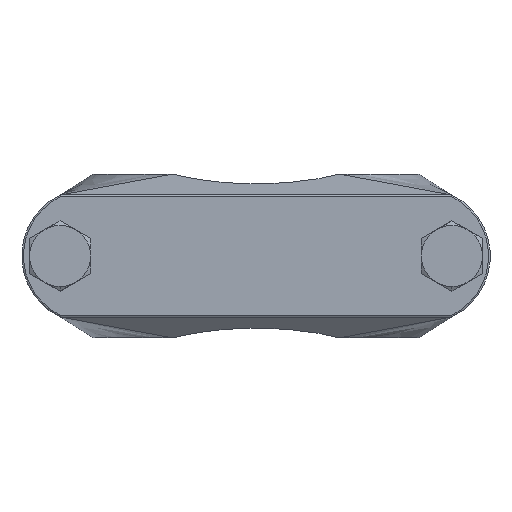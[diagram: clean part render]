
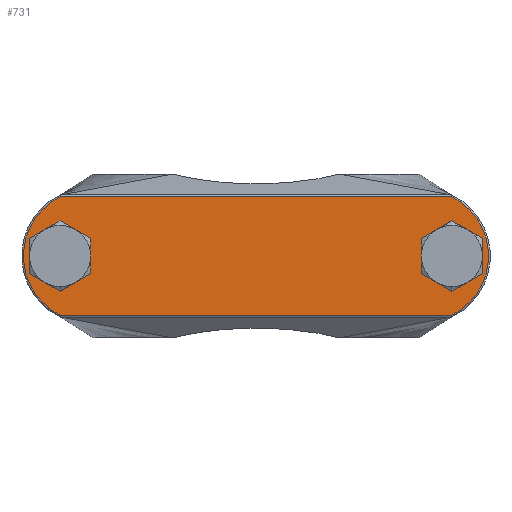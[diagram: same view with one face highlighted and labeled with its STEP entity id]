
A CAD part, front view. The second image highlights one B-rep face of the part: STEP entity #731.
In plain terms, the highlighted planar face has unit normal (0, -1, 0).
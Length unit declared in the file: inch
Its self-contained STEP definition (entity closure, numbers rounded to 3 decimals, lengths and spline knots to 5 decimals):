
#28 = CARTESIAN_POINT ( 'NONE',  ( -1.62375, -0.799, 0.1263 ) ) ;
#30 = DIRECTION ( 'NONE',  ( 0.866, 0., -0.5 ) ) ;
#35 = CARTESIAN_POINT ( 'NONE',  ( 1.62375, -0.799, -0.1263 ) ) ;
#51 = VERTEX_POINT ( 'NONE', #270 ) ;
#62 = VERTEX_POINT ( 'NONE', #1814 ) ;
#91 = LINE ( 'NONE', #2132, #2081 ) ;
#98 = CARTESIAN_POINT ( 'NONE',  ( 1.405, -0.799, -0.4255 ) ) ;
#135 = VERTEX_POINT ( 'NONE', #1879 ) ;
#158 = DIRECTION ( 'NONE',  ( 0.866, 0., 0.5 ) ) ;
#164 = CARTESIAN_POINT ( 'NONE',  ( 1.40225, -0.799, -0.4255 ) ) ;
#201 = VECTOR ( 'NONE', #1629, 39.37008 ) ;
#209 = DIRECTION ( 'NONE',  ( 0., 0., 1. ) ) ;
#211 = VECTOR ( 'NONE', #799, 39.37008 ) ;
#223 = DIRECTION ( 'NONE',  ( -0.866, 0., 0.5 ) ) ;
#232 = DIRECTION ( 'NONE',  ( 0., 0., -1. ) ) ;
#242 = DIRECTION ( 'NONE',  ( 0., -1., 0. ) ) ;
#263 = ORIENTED_EDGE ( 'NONE', *, *, #2246, .F. ) ;
#270 = CARTESIAN_POINT ( 'NONE',  ( 1.40225, -0.799, 0.4255 ) ) ;
#275 = DIRECTION ( 'NONE',  ( -0.866, 0., 0.5 ) ) ;
#314 = FACE_BOUND ( 'NONE', #2471, .T. ) ;
#322 = CARTESIAN_POINT ( 'NONE',  ( -1.18625, -0.799, -0.1263 ) ) ;
#329 = VERTEX_POINT ( 'NONE', #2150 ) ;
#335 = VECTOR ( 'NONE', #591, 39.37008 ) ;
#338 = DIRECTION ( 'NONE',  ( 0., 0., -1. ) ) ;
#368 = VERTEX_POINT ( 'NONE', #164 ) ;
#377 = LINE ( 'NONE', #2145, #2395 ) ;
#379 = VECTOR ( 'NONE', #223, 39.37008 ) ;
#404 = DIRECTION ( 'NONE',  ( 0., 0., -1. ) ) ;
#412 = VERTEX_POINT ( 'NONE', #1687 ) ;
#452 = VECTOR ( 'NONE', #1064, 39.37008 ) ;
#487 = EDGE_CURVE ( 'NONE', #1923, #1029, #2521, .T. ) ;
#492 = CIRCLE ( 'NONE', #922, 0.47351 ) ;
#529 = CARTESIAN_POINT ( 'NONE',  ( 1.405, -0.799, -0.25259 ) ) ;
#542 = VERTEX_POINT ( 'NONE', #1334 ) ;
#571 = CARTESIAN_POINT ( 'NONE',  ( -1.40225, -0.799, -0.4255 ) ) ;
#580 = LINE ( 'NONE', #1366, #379 ) ;
#591 = DIRECTION ( 'NONE',  ( -0.866, 0., -0.5 ) ) ;
#592 = DIRECTION ( 'NONE',  ( 0., 0., 1. ) ) ;
#602 = ORIENTED_EDGE ( 'NONE', *, *, #999, .T. ) ;
#629 = VERTEX_POINT ( 'NONE', #802 ) ;
#633 = VECTOR ( 'NONE', #1360, 39.37008 ) ;
#644 = EDGE_CURVE ( 'NONE', #412, #1923, #1738, .T. ) ;
#655 = ORIENTED_EDGE ( 'NONE', *, *, #1535, .F. ) ;
#665 = VERTEX_POINT ( 'NONE', #2176 ) ;
#668 = EDGE_CURVE ( 'NONE', #1029, #62, #580, .T. ) ;
#697 = EDGE_CURVE ( 'NONE', #329, #2006, #2077, .T. ) ;
#698 = VECTOR ( 'NONE', #209, 39.37008 ) ;
#730 = CARTESIAN_POINT ( 'NONE',  ( -1.62375, -0.799, -0.1263 ) ) ;
#731 = ADVANCED_FACE ( 'NONE', ( #811, #314, #1278 ), #1379, .T. ) ;
#795 = EDGE_CURVE ( 'NONE', #2429, #368, #2267, .T. ) ;
#799 = DIRECTION ( 'NONE',  ( 0.866, 0., -0.5 ) ) ;
#802 = CARTESIAN_POINT ( 'NONE',  ( 1.405, -0.799, -0.25259 ) ) ;
#811 = FACE_OUTER_BOUND ( 'NONE', #1640, .T. ) ;
#859 = ORIENTED_EDGE ( 'NONE', *, *, #487, .F. ) ;
#898 = CARTESIAN_POINT ( 'NONE',  ( -1.18625, -0.799, 0.1263 ) ) ;
#922 = AXIS2_PLACEMENT_3D ( 'NONE', #1533, #1958, #404 ) ;
#990 = LINE ( 'NONE', #1634, #452 ) ;
#998 = EDGE_LOOP ( 'NONE', ( #263, #1604, #2382, #1992, #1078, #1251 ) ) ;
#999 = EDGE_CURVE ( 'NONE', #1974, #2429, #1642, .T. ) ;
#1000 = LINE ( 'NONE', #1160, #211 ) ;
#1029 = VERTEX_POINT ( 'NONE', #898 ) ;
#1050 = ORIENTED_EDGE ( 'NONE', *, *, #644, .F. ) ;
#1064 = DIRECTION ( 'NONE',  ( -0.866, 0., -0.5 ) ) ;
#1078 = ORIENTED_EDGE ( 'NONE', *, *, #2403, .F. ) ;
#1160 = CARTESIAN_POINT ( 'NONE',  ( -1.62375, -0.799, -0.1263 ) ) ;
#1194 = AXIS2_PLACEMENT_3D ( 'NONE', #1762, #242, #232 ) ;
#1234 = ORIENTED_EDGE ( 'NONE', *, *, #2249, .F. ) ;
#1251 = ORIENTED_EDGE ( 'NONE', *, *, #1967, .F. ) ;
#1278 = FACE_BOUND ( 'NONE', #998, .T. ) ;
#1334 = CARTESIAN_POINT ( 'NONE',  ( 1.405, -0.799, 0.25259 ) ) ;
#1360 = DIRECTION ( 'NONE',  ( 0., 0., -1. ) ) ;
#1366 = CARTESIAN_POINT ( 'NONE',  ( -1.18625, -0.799, 0.1263 ) ) ;
#1379 = PLANE ( 'NONE',  #1194 ) ;
#1384 = CARTESIAN_POINT ( 'NONE',  ( -1.405, -0.799, -0.25259 ) ) ;
#1485 = CARTESIAN_POINT ( 'NONE',  ( 1.18625, -0.799, 0.1263 ) ) ;
#1493 = CARTESIAN_POINT ( 'NONE',  ( -1.19449, -0.799, 0. ) ) ;
#1495 = CARTESIAN_POINT ( 'NONE',  ( 1.62375, -0.799, 0.1263 ) ) ;
#1533 = CARTESIAN_POINT ( 'NONE',  ( 1.19449, -0.799, 0. ) ) ;
#1535 = EDGE_CURVE ( 'NONE', #62, #1662, #990, .T. ) ;
#1578 = CARTESIAN_POINT ( 'NONE',  ( 1.405, -0.799, 0.25259 ) ) ;
#1586 = LINE ( 'NONE', #1485, #201 ) ;
#1604 = ORIENTED_EDGE ( 'NONE', *, *, #1916, .F. ) ;
#1608 = ORIENTED_EDGE ( 'NONE', *, *, #668, .F. ) ;
#1629 = DIRECTION ( 'NONE',  ( 0., 0., -1. ) ) ;
#1634 = CARTESIAN_POINT ( 'NONE',  ( -1.405, -0.799, 0.25259 ) ) ;
#1640 = EDGE_LOOP ( 'NONE', ( #2138, #2422, #1980, #602 ) ) ;
#1642 = CIRCLE ( 'NONE', #1922, 0.47351 ) ;
#1661 = DIRECTION ( 'NONE',  ( 0., -1., 0. ) ) ;
#1662 = VERTEX_POINT ( 'NONE', #28 ) ;
#1687 = CARTESIAN_POINT ( 'NONE',  ( -1.405, -0.799, -0.25259 ) ) ;
#1697 = LINE ( 'NONE', #529, #2416 ) ;
#1705 = LINE ( 'NONE', #1941, #633 ) ;
#1715 = CARTESIAN_POINT ( 'NONE',  ( -1.18625, -0.799, -0.1263 ) ) ;
#1738 = LINE ( 'NONE', #1384, #2453 ) ;
#1755 = DIRECTION ( 'NONE',  ( 0.866, 0., 0.5 ) ) ;
#1762 = CARTESIAN_POINT ( 'NONE',  ( -1.19449, -0.799, 0. ) ) ;
#1814 = CARTESIAN_POINT ( 'NONE',  ( -1.405, -0.799, 0.25259 ) ) ;
#1826 = LINE ( 'NONE', #1495, #1950 ) ;
#1846 = EDGE_CURVE ( 'NONE', #629, #329, #1697, .T. ) ;
#1879 = CARTESIAN_POINT ( 'NONE',  ( 1.18625, -0.799, 0.1263 ) ) ;
#1884 = ORIENTED_EDGE ( 'NONE', *, *, #2478, .F. ) ;
#1907 = CARTESIAN_POINT ( 'NONE',  ( 1.62375, -0.799, 0.1263 ) ) ;
#1916 = EDGE_CURVE ( 'NONE', #2006, #542, #1826, .T. ) ;
#1922 = AXIS2_PLACEMENT_3D ( 'NONE', #1493, #1661, #338 ) ;
#1923 = VERTEX_POINT ( 'NONE', #322 ) ;
#1941 = CARTESIAN_POINT ( 'NONE',  ( -1.62375, -0.799, 0.1263 ) ) ;
#1950 = VECTOR ( 'NONE', #275, 39.37008 ) ;
#1958 = DIRECTION ( 'NONE',  ( 0., -1., 0. ) ) ;
#1967 = EDGE_CURVE ( 'NONE', #135, #665, #1586, .T. ) ;
#1974 = VERTEX_POINT ( 'NONE', #2085 ) ;
#1980 = ORIENTED_EDGE ( 'NONE', *, *, #2281, .T. ) ;
#1992 = ORIENTED_EDGE ( 'NONE', *, *, #1846, .F. ) ;
#2006 = VERTEX_POINT ( 'NONE', #1907 ) ;
#2077 = LINE ( 'NONE', #35, #2336 ) ;
#2081 = VECTOR ( 'NONE', #30, 39.37008 ) ;
#2085 = CARTESIAN_POINT ( 'NONE',  ( -1.40225, -0.799, 0.4255 ) ) ;
#2132 = CARTESIAN_POINT ( 'NONE',  ( 1.18625, -0.799, -0.1263 ) ) ;
#2138 = ORIENTED_EDGE ( 'NONE', *, *, #795, .T. ) ;
#2145 = CARTESIAN_POINT ( 'NONE',  ( -1.405, -0.799, 0.4255 ) ) ;
#2150 = CARTESIAN_POINT ( 'NONE',  ( 1.62375, -0.799, -0.1263 ) ) ;
#2162 = DIRECTION ( 'NONE',  ( -1., 0., 0. ) ) ;
#2166 = VERTEX_POINT ( 'NONE', #730 ) ;
#2176 = CARTESIAN_POINT ( 'NONE',  ( 1.18625, -0.799, -0.1263 ) ) ;
#2179 = VECTOR ( 'NONE', #2210, 39.37008 ) ;
#2210 = DIRECTION ( 'NONE',  ( 1., 0., 0. ) ) ;
#2246 = EDGE_CURVE ( 'NONE', #542, #135, #2479, .T. ) ;
#2249 = EDGE_CURVE ( 'NONE', #1662, #2166, #1705, .T. ) ;
#2267 = LINE ( 'NONE', #98, #2179 ) ;
#2281 = EDGE_CURVE ( 'NONE', #51, #1974, #377, .T. ) ;
#2336 = VECTOR ( 'NONE', #592, 39.37008 ) ;
#2380 = EDGE_CURVE ( 'NONE', #368, #51, #492, .T. ) ;
#2382 = ORIENTED_EDGE ( 'NONE', *, *, #697, .F. ) ;
#2395 = VECTOR ( 'NONE', #2162, 39.37008 ) ;
#2403 = EDGE_CURVE ( 'NONE', #665, #629, #91, .T. ) ;
#2416 = VECTOR ( 'NONE', #158, 39.37008 ) ;
#2422 = ORIENTED_EDGE ( 'NONE', *, *, #2380, .T. ) ;
#2429 = VERTEX_POINT ( 'NONE', #571 ) ;
#2453 = VECTOR ( 'NONE', #1755, 39.37008 ) ;
#2471 = EDGE_LOOP ( 'NONE', ( #655, #1608, #859, #1050, #1884, #1234 ) ) ;
#2478 = EDGE_CURVE ( 'NONE', #2166, #412, #1000, .T. ) ;
#2479 = LINE ( 'NONE', #1578, #335 ) ;
#2521 = LINE ( 'NONE', #1715, #698 ) ;
